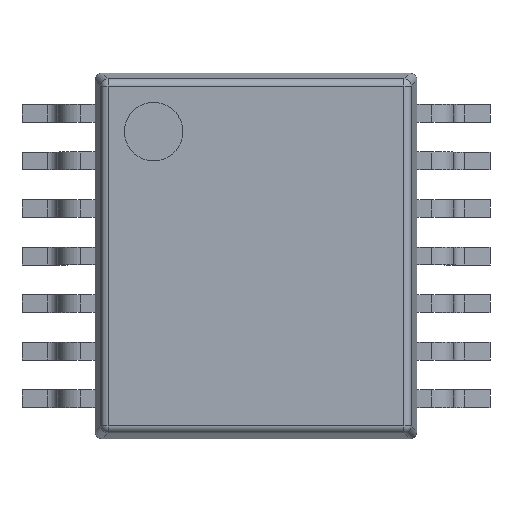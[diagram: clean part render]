
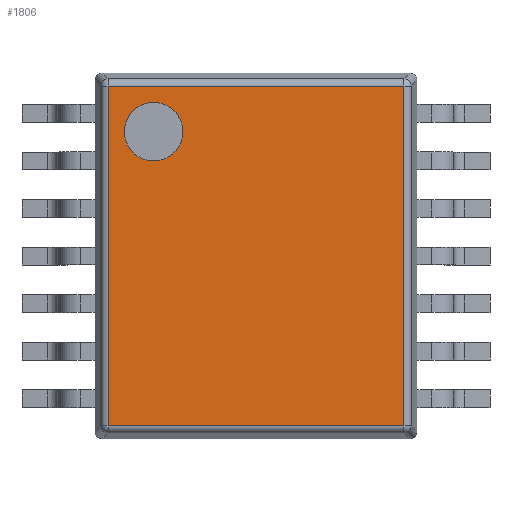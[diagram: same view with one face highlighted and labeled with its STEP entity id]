
A CAD part, top view. The second image highlights one B-rep face of the part: STEP entity #1806.
In plain terms, the highlighted face is planar.
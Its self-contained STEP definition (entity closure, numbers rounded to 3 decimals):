
#141=CIRCLE('',#1977,0.4);
#179=FACE_BOUND('',#316,.T.);
#213=FACE_OUTER_BOUND('',#315,.T.);
#315=EDGE_LOOP('',(#1373,#1374,#1375,#1376));
#316=EDGE_LOOP('',(#1377));
#439=LINE('',#2823,#636);
#441=LINE('',#2833,#638);
#448=LINE('',#2856,#645);
#450=LINE('',#2867,#647);
#636=VECTOR('',#2215,4.647);
#638=VECTOR('',#2227,4.047);
#645=VECTOR('',#2248,4.647);
#647=VECTOR('',#2268,4.047);
#844=VERTEX_POINT('',#2820);
#845=VERTEX_POINT('',#2822);
#848=VERTEX_POINT('',#2832);
#853=VERTEX_POINT('',#2855);
#854=VERTEX_POINT('',#2870);
#1029=EDGE_CURVE('',#845,#844,#439,.T.);
#1034=EDGE_CURVE('',#848,#845,#441,.T.);
#1045=EDGE_CURVE('',#853,#848,#448,.T.);
#1051=EDGE_CURVE('',#844,#853,#450,.T.);
#1053=EDGE_CURVE('',#854,#854,#141,.T.);
#1373=ORIENTED_EDGE('',*,*,#1045,.T.);
#1374=ORIENTED_EDGE('',*,*,#1034,.T.);
#1375=ORIENTED_EDGE('',*,*,#1029,.T.);
#1376=ORIENTED_EDGE('',*,*,#1051,.T.);
#1377=ORIENTED_EDGE('',*,*,#1053,.T.);
#1717=PLANE('',#1976);
#1806=ADVANCED_FACE('',(#213,#179),#1717,.T.);
#1976=AXIS2_PLACEMENT_3D('',#2869,#2271,#2272);
#1977=AXIS2_PLACEMENT_3D('',#2871,#2273,#2274);
#2215=DIRECTION('',(0.,0.,-1.));
#2227=DIRECTION('',(1.,0.,0.));
#2248=DIRECTION('',(0.,0.,1.));
#2268=DIRECTION('',(-1.,0.,0.));
#2271=DIRECTION('center_axis',(0.,1.,0.));
#2272=DIRECTION('ref_axis',(1.,0.,0.));
#2273=DIRECTION('center_axis',(0.,-1.,0.));
#2274=DIRECTION('ref_axis',(1.,0.,0.));
#2820=CARTESIAN_POINT('',(2.023,0.45,-2.323));
#2822=CARTESIAN_POINT('',(2.023,0.45,2.323));
#2823=CARTESIAN_POINT('',(2.023,0.45,2.323));
#2832=CARTESIAN_POINT('',(-2.023,0.45,2.323));
#2833=CARTESIAN_POINT('',(-2.023,0.45,2.323));
#2855=CARTESIAN_POINT('',(-2.023,0.45,-2.323));
#2856=CARTESIAN_POINT('',(-2.023,0.45,-2.323));
#2867=CARTESIAN_POINT('',(2.023,0.45,-2.323));
#2869=CARTESIAN_POINT('Origin',(0.,0.45,0.));
#2870=CARTESIAN_POINT('',(-1.8,0.45,-1.7));
#2871=CARTESIAN_POINT('Origin',(-1.4,0.45,-1.7));
